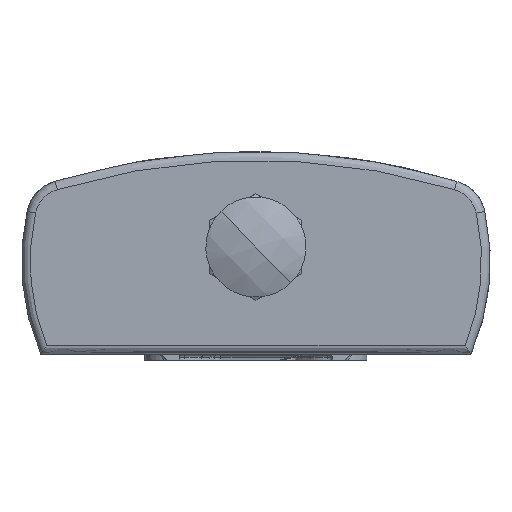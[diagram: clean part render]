
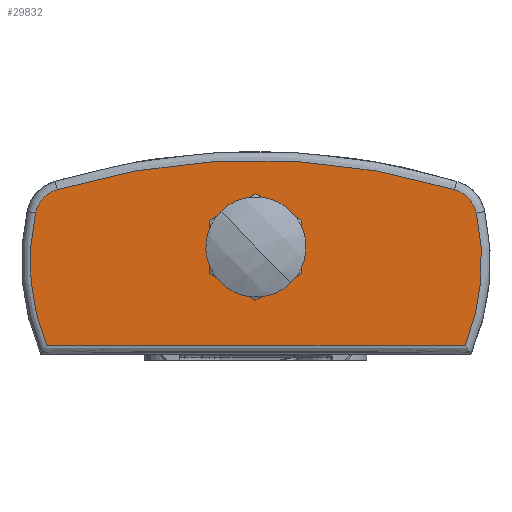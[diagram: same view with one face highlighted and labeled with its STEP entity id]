
A CAD part, front view. The second image highlights one B-rep face of the part: STEP entity #29832.
In plain terms, the highlighted planar face has unit normal (0, -1, 0).
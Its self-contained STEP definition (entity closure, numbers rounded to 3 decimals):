
#120 = DIRECTION ( 'NONE',  ( 0., 1., 0. ) ) ;
#754 = DIRECTION ( 'NONE',  ( 0., 0., 1. ) ) ;
#1405 = CARTESIAN_POINT ( 'NONE',  ( 7.2, 0., 18.5 ) ) ;
#1521 = CARTESIAN_POINT ( 'NONE',  ( -32.714, 0., 23.161 ) ) ;
#2768 = VERTEX_POINT ( 'NONE', #27377 ) ;
#3199 = EDGE_CURVE ( 'NONE', #7563, #28097, #13153, .T. ) ;
#4582 = DIRECTION ( 'NONE',  ( 0., 0., 1. ) ) ;
#4605 = CARTESIAN_POINT ( 'NONE',  ( 36.165, 0., 1.5 ) ) ;
#4612 = ORIENTED_EDGE ( 'NONE', *, *, #28844, .F. ) ;
#5503 = ORIENTED_EDGE ( 'NONE', *, *, #3199, .F. ) ;
#7054 = ORIENTED_EDGE ( 'NONE', *, *, #27159, .F. ) ;
#7296 = CARTESIAN_POINT ( 'NONE',  ( 0., 0., 18.5 ) ) ;
#7563 = VERTEX_POINT ( 'NONE', #4605 ) ;
#9335 = FACE_BOUND ( 'NONE', #33101, .T. ) ;
#10350 = DIRECTION ( 'NONE',  ( 0., 0., 1. ) ) ;
#10379 = CIRCLE ( 'NONE', #13658, 7.2 ) ;
#10536 = EDGE_CURVE ( 'NONE', #31305, #28564, #21946, .T. ) ;
#10976 = ORIENTED_EDGE ( 'NONE', *, *, #10536, .F. ) ;
#11060 = CARTESIAN_POINT ( 'NONE',  ( 32.714, 0., 23.161 ) ) ;
#11338 = CIRCLE ( 'NONE', #13774, 5.5 ) ;
#11719 = AXIS2_PLACEMENT_3D ( 'NONE', #30248, #12085, #33262 ) ;
#11895 = DIRECTION ( 'NONE',  ( 0., 1., 0. ) ) ;
#12085 = DIRECTION ( 'NONE',  ( 0., 1., 0. ) ) ;
#13153 = LINE ( 'NONE', #31680, #36364 ) ;
#13335 = DIRECTION ( 'NONE',  ( 0., 1., 0. ) ) ;
#13344 = ORIENTED_EDGE ( 'NONE', *, *, #38368, .F. ) ;
#13658 = AXIS2_PLACEMENT_3D ( 'NONE', #7296, #28545, #10350 ) ;
#13774 = AXIS2_PLACEMENT_3D ( 'NONE', #1521, #22819, #4582 ) ;
#13780 = DIRECTION ( 'NONE',  ( -1., 0., 0. ) ) ;
#14080 = DIRECTION ( 'NONE',  ( 0., 0., 1. ) ) ;
#14566 = EDGE_LOOP ( 'NONE', ( #13344, #10976, #4612, #7054, #5503, #19034 ) ) ;
#15338 = CIRCLE ( 'NONE', #34875, 5.5 ) ;
#15672 = CARTESIAN_POINT ( 'NONE',  ( -36.165, 0., 1.5 ) ) ;
#15779 = AXIS2_PLACEMENT_3D ( 'NONE', #18326, #120, #21368 ) ;
#16988 = CIRCLE ( 'NONE', #11719, 38.5 ) ;
#17027 = EDGE_CURVE ( 'NONE', #2768, #7563, #16988, .T. ) ;
#17032 = PLANE ( 'NONE',  #22749 ) ;
#18326 = CARTESIAN_POINT ( 'NONE',  ( 0., 0., 18.5 ) ) ;
#18501 = ORIENTED_EDGE ( 'NONE', *, *, #22250, .T. ) ;
#18655 = CARTESIAN_POINT ( 'NONE',  ( -7.2, 0., 18.5 ) ) ;
#18999 = DIRECTION ( 'NONE',  ( 0., 1., 0. ) ) ;
#19034 = ORIENTED_EDGE ( 'NONE', *, *, #17027, .F. ) ;
#21122 = EDGE_CURVE ( 'NONE', #36424, #35396, #10379, .T. ) ;
#21280 = VERTEX_POINT ( 'NONE', #32388 ) ;
#21368 = DIRECTION ( 'NONE',  ( 0., 0., 1. ) ) ;
#21946 = CIRCLE ( 'NONE', #35844, 118.5 ) ;
#22250 = EDGE_CURVE ( 'NONE', #35396, #36424, #26333, .T. ) ;
#22749 = AXIS2_PLACEMENT_3D ( 'NONE', #11060, #32273, #14080 ) ;
#22819 = DIRECTION ( 'NONE',  ( 0., 1., 0. ) ) ;
#26333 = CIRCLE ( 'NONE', #15779, 7.2 ) ;
#27159 = EDGE_CURVE ( 'NONE', #28097, #21280, #31692, .T. ) ;
#27377 = CARTESIAN_POINT ( 'NONE',  ( 38.083, 0., 24.355 ) ) ;
#28097 = VERTEX_POINT ( 'NONE', #15672 ) ;
#28545 = DIRECTION ( 'NONE',  ( 0., 1., 0. ) ) ;
#28564 = VERTEX_POINT ( 'NONE', #30035 ) ;
#28844 = EDGE_CURVE ( 'NONE', #21280, #31305, #11338, .T. ) ;
#29832 = ADVANCED_FACE ( 'NONE', ( #9335, #32566 ), #17032, .F. ) ;
#30035 = CARTESIAN_POINT ( 'NONE',  ( 34.306, 0., 28.426 ) ) ;
#30051 = CARTESIAN_POINT ( 'NONE',  ( 32.714, 0., 23.161 ) ) ;
#30248 = CARTESIAN_POINT ( 'NONE',  ( 0.5, 0., 16. ) ) ;
#30360 = ORIENTED_EDGE ( 'NONE', *, *, #21122, .T. ) ;
#30438 = CARTESIAN_POINT ( 'NONE',  ( -34.306, 0., 28.426 ) ) ;
#31305 = VERTEX_POINT ( 'NONE', #30438 ) ;
#31515 = CARTESIAN_POINT ( 'NONE',  ( -0.5, 0., 16. ) ) ;
#31680 = CARTESIAN_POINT ( 'NONE',  ( 36.165, 0., 1.5 ) ) ;
#31692 = CIRCLE ( 'NONE', #35735, 38.5 ) ;
#32273 = DIRECTION ( 'NONE',  ( 0., 1., 0. ) ) ;
#32388 = CARTESIAN_POINT ( 'NONE',  ( -38.083, 0., 24.355 ) ) ;
#32566 = FACE_OUTER_BOUND ( 'NONE', #14566, .T. ) ;
#33052 = DIRECTION ( 'NONE',  ( 0., 0., 1. ) ) ;
#33101 = EDGE_LOOP ( 'NONE', ( #30360, #18501 ) ) ;
#33262 = DIRECTION ( 'NONE',  ( 0., 0., 1. ) ) ;
#34516 = DIRECTION ( 'NONE',  ( 0., 0., 1. ) ) ;
#34875 = AXIS2_PLACEMENT_3D ( 'NONE', #30051, #11895, #33052 ) ;
#35396 = VERTEX_POINT ( 'NONE', #1405 ) ;
#35735 = AXIS2_PLACEMENT_3D ( 'NONE', #31515, #13335, #34516 ) ;
#35844 = AXIS2_PLACEMENT_3D ( 'NONE', #37008, #18999, #754 ) ;
#36364 = VECTOR ( 'NONE', #13780, 1000. ) ;
#36424 = VERTEX_POINT ( 'NONE', #18655 ) ;
#37008 = CARTESIAN_POINT ( 'NONE',  ( 0., 0., -85. ) ) ;
#38368 = EDGE_CURVE ( 'NONE', #28564, #2768, #15338, .T. ) ;
